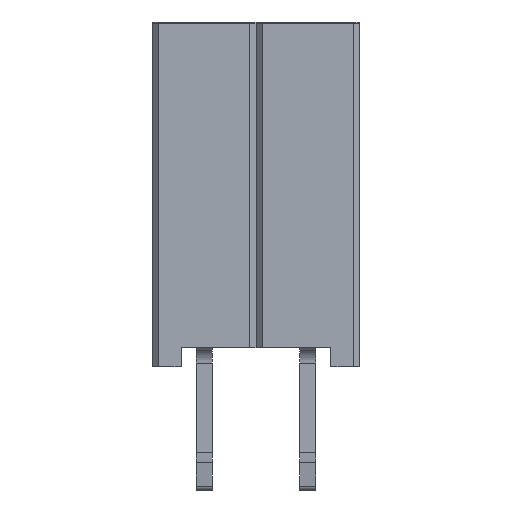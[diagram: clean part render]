
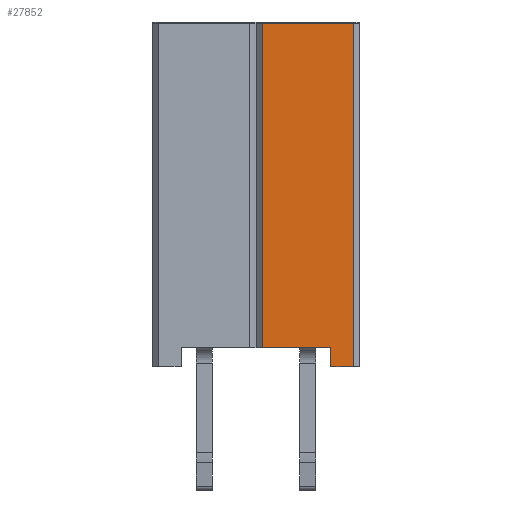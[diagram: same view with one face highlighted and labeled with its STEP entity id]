
A CAD part, left-side view. The second image highlights one B-rep face of the part: STEP entity #27852.
In plain terms, the highlighted planar face has unit normal (-1, 0, 0).
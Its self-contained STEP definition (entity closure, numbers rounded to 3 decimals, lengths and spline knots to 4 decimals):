
#1302=PLANE('',#29540);
#2377=FACE_OUTER_BOUND('',#3977,.T.);
#3977=EDGE_LOOP('',(#20379,#20380,#20381,#20382,#20383,#20384));
#5968=LINE('',#40293,#8981);
#6295=LINE('',#41331,#9308);
#6308=LINE('',#41357,#9321);
#6725=LINE('',#43763,#9738);
#6727=LINE('',#43767,#9740);
#6728=LINE('',#43768,#9741);
#8981=VECTOR('',#31642,1.);
#9308=VECTOR('',#32107,1.);
#9321=VECTOR('',#32122,1.);
#9738=VECTOR('',#33141,1.);
#9740=VECTOR('',#33145,1.);
#9741=VECTOR('',#33146,1.);
#12193=VERTEX_POINT('',#40290);
#12194=VERTEX_POINT('',#40292);
#12492=VERTEX_POINT('',#41329);
#12504=VERTEX_POINT('',#41355);
#12800=VERTEX_POINT('',#43762);
#12801=VERTEX_POINT('',#43766);
#14750=EDGE_CURVE('',#12194,#12193,#5968,.T.);
#15115=EDGE_CURVE('',#12193,#12492,#6295,.T.);
#15128=EDGE_CURVE('',#12492,#12504,#6308,.T.);
#15653=EDGE_CURVE('',#12800,#12194,#6725,.T.);
#15655=EDGE_CURVE('',#12801,#12504,#6727,.T.);
#15656=EDGE_CURVE('',#12801,#12800,#6728,.T.);
#20379=ORIENTED_EDGE('',*,*,#15655,.F.);
#20380=ORIENTED_EDGE('',*,*,#15656,.T.);
#20381=ORIENTED_EDGE('',*,*,#15653,.T.);
#20382=ORIENTED_EDGE('',*,*,#14750,.T.);
#20383=ORIENTED_EDGE('',*,*,#15115,.T.);
#20384=ORIENTED_EDGE('',*,*,#15128,.T.);
#27852=ADVANCED_FACE('',(#2377),#1302,.F.);
#29540=AXIS2_PLACEMENT_3D('',#43765,#33143,#33144);
#31642=DIRECTION('',(0.,-1.,0.));
#32107=DIRECTION('',(0.,0.,-1.));
#32122=DIRECTION('',(0.,-1.,0.));
#33141=DIRECTION('',(0.,0.,-1.));
#33143=DIRECTION('center_axis',(1.,0.,0.));
#33144=DIRECTION('ref_axis',(0.,0.,-1.));
#33145=DIRECTION('',(0.,0.,-1.));
#33146=DIRECTION('',(0.,1.,0.));
#40290=CARTESIAN_POINT('',(-6.35,-1.84,0.5));
#40292=CARTESIAN_POINT('',(-6.35,-0.15,0.5));
#40293=CARTESIAN_POINT('',(-6.35,-0.15,0.5));
#41329=CARTESIAN_POINT('',(-6.35,-1.84,0.03));
#41331=CARTESIAN_POINT('',(-6.35,-1.84,0.5));
#41355=CARTESIAN_POINT('',(-6.35,-2.39,0.03));
#41357=CARTESIAN_POINT('',(-6.35,-1.84,0.03));
#43762=CARTESIAN_POINT('',(-6.35,-0.15,8.47));
#43763=CARTESIAN_POINT('',(-6.35,-0.15,6.));
#43765=CARTESIAN_POINT('Origin',(-6.35,-0.15,6.));
#43766=CARTESIAN_POINT('',(-6.35,-2.39,8.47));
#43767=CARTESIAN_POINT('',(-6.35,-2.39,6.));
#43768=CARTESIAN_POINT('',(-6.35,-0.15,8.47));
